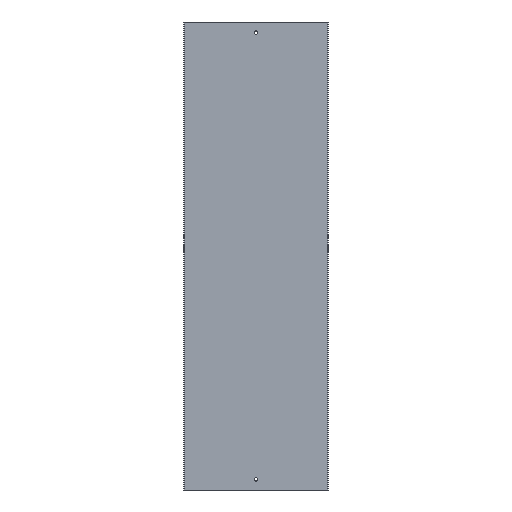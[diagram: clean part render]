
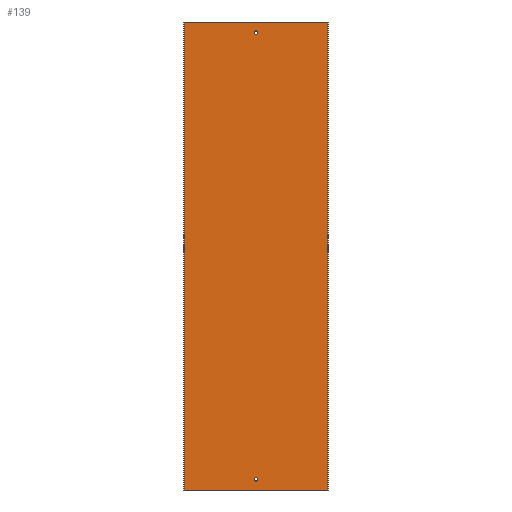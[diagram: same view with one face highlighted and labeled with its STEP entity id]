
A CAD part, front view. The second image highlights one B-rep face of the part: STEP entity #139.
In plain terms, the highlighted planar face has unit normal (0, -1, 0).
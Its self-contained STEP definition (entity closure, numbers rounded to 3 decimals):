
#1 = DIRECTION ( 'NONE',  ( 1., 0., 0. ) ) ;
#3 = DIRECTION ( 'NONE',  ( 0., 0., 1. ) ) ;
#4 = DIRECTION ( 'NONE',  ( 0., -1., 0. ) ) ;
#5 = CARTESIAN_POINT ( 'NONE',  ( 0., 0., 15. ) ) ;
#6 = DIRECTION ( 'NONE',  ( 1., 0., 0. ) ) ;
#7 = DIRECTION ( 'NONE',  ( 0., 0., 1. ) ) ;
#8 = DIRECTION ( 'NONE',  ( 0., -1., 0. ) ) ;
#9 = CARTESIAN_POINT ( 'NONE',  ( 0., 0., 645. ) ) ;
#20 = DIRECTION ( 'NONE',  ( 0., 0., -1. ) ) ;
#21 = CARTESIAN_POINT ( 'NONE',  ( 101., 0., 660. ) ) ;
#28 = DIRECTION ( 'NONE',  ( 0., 0., -1. ) ) ;
#29 = CARTESIAN_POINT ( 'NONE',  ( -101., 0., 660. ) ) ;
#30 = CARTESIAN_POINT ( 'NONE',  ( -101., 0., 0. ) ) ;
#32 = CARTESIAN_POINT ( 'NONE',  ( -101., 0., 660. ) ) ;
#85 = AXIS2_PLACEMENT_3D ( 'NONE', #378, #394, #371 ) ;
#93 = AXIS2_PLACEMENT_3D ( 'NONE', #5, #4, #3 ) ;
#94 = AXIS2_PLACEMENT_3D ( 'NONE', #9, #8, #7 ) ;
#113 = EDGE_CURVE ( 'NONE', #310, #318, #226, .T. ) ;
#115 = EDGE_CURVE ( 'NONE', #179, #179, #224, .T. ) ;
#116 = EDGE_CURVE ( 'NONE', #184, #184, #218, .T. ) ;
#117 = EDGE_CURVE ( 'NONE', #318, #319, #220, .T. ) ;
#118 = EDGE_CURVE ( 'NONE', #310, #321, #219, .T. ) ;
#119 = EDGE_CURVE ( 'NONE', #321, #319, #215, .T. ) ;
#139 = ADVANCED_FACE ( 'NONE', ( #189, #186, #188 ), #373, .F. ) ;
#179 = VERTEX_POINT ( 'NONE', #402 ) ;
#184 = VERTEX_POINT ( 'NONE', #398 ) ;
#186 = FACE_BOUND ( 'NONE', #329, .T. ) ;
#188 = FACE_OUTER_BOUND ( 'NONE', #331, .T. ) ;
#189 = FACE_BOUND ( 'NONE', #337, .T. ) ;
#213 = VECTOR ( 'NONE', #20, 1000. ) ;
#215 = LINE ( 'NONE', #21, #213 ) ;
#216 = VECTOR ( 'NONE', #1, 1000. ) ;
#217 = VECTOR ( 'NONE', #6, 1000. ) ;
#218 = CIRCLE ( 'NONE', #93, 2.5 ) ;
#219 = LINE ( 'NONE', #32, #217 ) ;
#220 = LINE ( 'NONE', #30, #216 ) ;
#223 = VECTOR ( 'NONE', #28, 1000. ) ;
#224 = CIRCLE ( 'NONE', #94, 2.5 ) ;
#226 = LINE ( 'NONE', #29, #223 ) ;
#283 = ORIENTED_EDGE ( 'NONE', *, *, #115, .F. ) ;
#284 = ORIENTED_EDGE ( 'NONE', *, *, #116, .F. ) ;
#285 = ORIENTED_EDGE ( 'NONE', *, *, #117, .T. ) ;
#286 = ORIENTED_EDGE ( 'NONE', *, *, #119, .F. ) ;
#287 = ORIENTED_EDGE ( 'NONE', *, *, #118, .F. ) ;
#288 = ORIENTED_EDGE ( 'NONE', *, *, #113, .T. ) ;
#310 = VERTEX_POINT ( 'NONE', #348 ) ;
#318 = VERTEX_POINT ( 'NONE', #422 ) ;
#319 = VERTEX_POINT ( 'NONE', #421 ) ;
#321 = VERTEX_POINT ( 'NONE', #419 ) ;
#329 = EDGE_LOOP ( 'NONE', ( #284 ) ) ;
#331 = EDGE_LOOP ( 'NONE', ( #285, #286, #287, #288 ) ) ;
#337 = EDGE_LOOP ( 'NONE', ( #283 ) ) ;
#348 = CARTESIAN_POINT ( 'NONE',  ( -101., 0., 660. ) ) ;
#371 = DIRECTION ( 'NONE',  ( 0., 0., 1. ) ) ;
#373 = PLANE ( 'NONE',  #85 ) ;
#378 = CARTESIAN_POINT ( 'NONE',  ( -101., 0., 660. ) ) ;
#394 = DIRECTION ( 'NONE',  ( 0., 1., 0. ) ) ;
#398 = CARTESIAN_POINT ( 'NONE',  ( 0., 0., 17.5 ) ) ;
#402 = CARTESIAN_POINT ( 'NONE',  ( 0., 0., 647.5 ) ) ;
#419 = CARTESIAN_POINT ( 'NONE',  ( 101., 0., 660. ) ) ;
#421 = CARTESIAN_POINT ( 'NONE',  ( 101., 0., 0. ) ) ;
#422 = CARTESIAN_POINT ( 'NONE',  ( -101., 0., 0. ) ) ;
